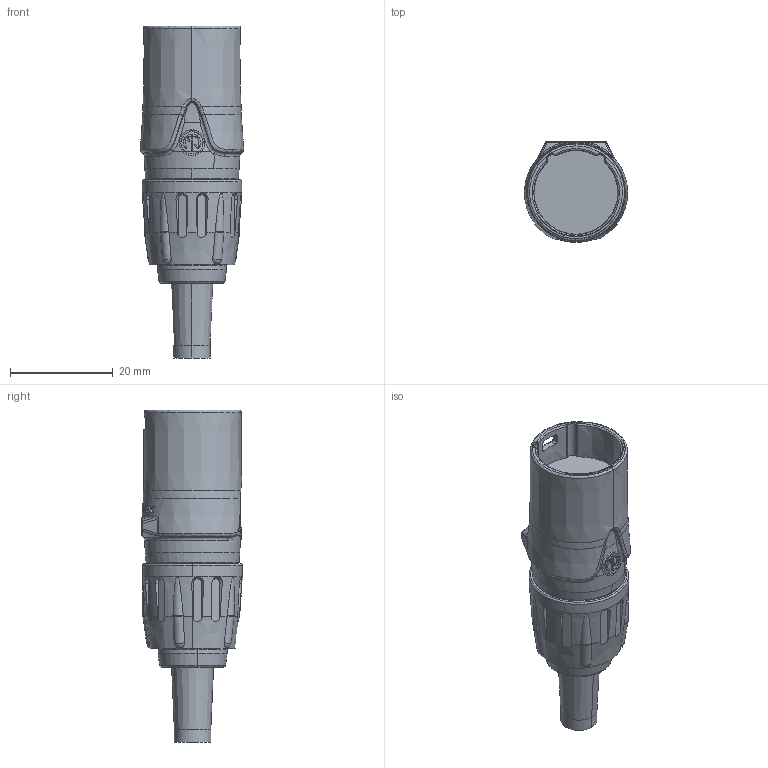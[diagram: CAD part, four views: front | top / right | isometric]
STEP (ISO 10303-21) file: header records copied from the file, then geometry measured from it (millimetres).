
FILE_DESCRIPTION((''),'2;1');
FILE_NAME('MOD00019597','2023-03-09T10:28:16',('phk'),(''),'CREO PARAMETRIC BY PTC INC, 2021184','CREO PARAMETRIC BY PTC INC, 2021184','');
FILE_SCHEMA(('CONFIG_CONTROL_DESIGN'));
Length unit declared in the file: millimetre
Products named in the file (1): MOD00019597
Bounding box: 20.09 x 19.57 x 64.53 mm (x, y, z)
Volume: 12356.1 mm3; surface area: 4313.4 mm2
Topology: 1 solids, 1 shells, 461 faces, 1226 edges, 787 vertices
Faces by surface type: plane 184, bspline 78, extrusion 67, cone 63, cylinder 32, torus 27, sphere 10
Entity records: 21507 total; most frequent: CARTESIAN_POINT 11001, ORIENTED_EDGE 2452, DIRECTION 1730, EDGE_CURVE 1226, VERTEX_POINT 787, AXIS2_PLACEMENT_3D 595, B_SPLINE_CURVE_WITH_KNOTS 541, VECTOR 540
